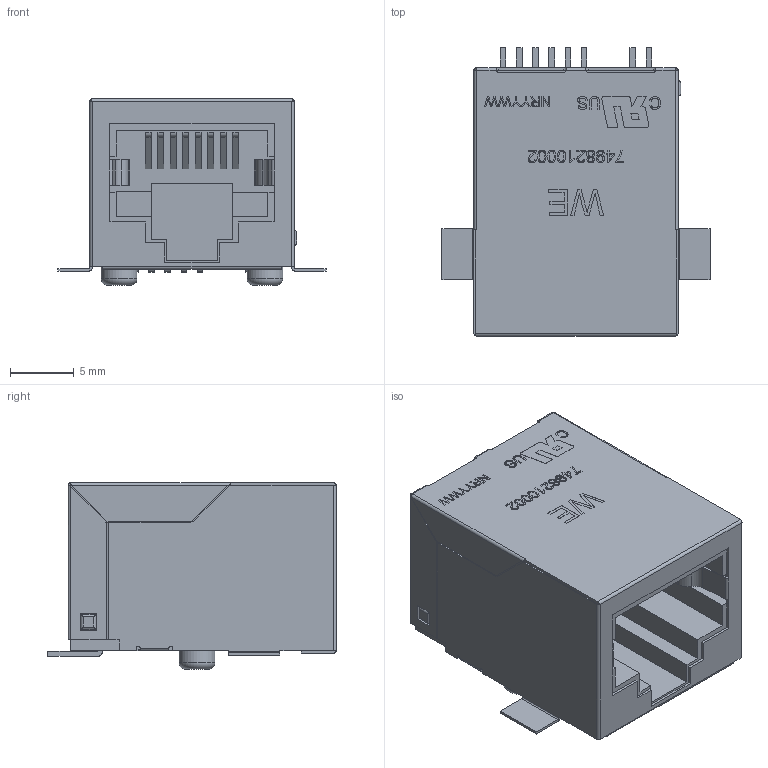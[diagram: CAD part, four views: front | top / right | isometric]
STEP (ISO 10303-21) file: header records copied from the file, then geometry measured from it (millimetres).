
FILE_DESCRIPTION(/* description */ ('Unknown'),/* implementation_level */ '2;1');
FILE_NAME(/* name */ '7498210002',/* time_stamp */ '2021-01-29T11:18:32+01:00',/* author */ ('Unknown'),/* organization */ ('Unknown'),/* preprocessor_version */ 'ST-DEVELOPER v16.7',/* originating_system */ 'DEX',/* authorisation */ $);
FILE_SCHEMA (('AUTOMOTIVE_DESIGN {1 0 10303 214 3 1 1}'));
Length unit declared in the file: millimetre
Products named in the file (3): 7498210002; Insulator; housing
Assembly tree (2 placements, depth 2):
  7498210002
    Insulator
    housing
Bounding box: 21 x 22.58 x 14.6 mm (x, y, z)
Volume: 3343.9 mm3; surface area: 4987.8 mm2
Topology: 2 solids, 2 shells, 673 faces, 1794 edges, 1161 vertices
Faces by surface type: plane 508, cylinder 100, bspline 63, torus 2
Full cylindrical faces by diameter (mm): 2.8 x2
Entity records: 27596 total; most frequent: CARTESIAN_POINT 6783, ORIENTED_EDGE 3560, DIRECTION 2854, EDGE_CURVE 1780, LINE 1272, VECTOR 1272, VERTEX_POINT 1160, AXIS2_PLACEMENT_3D 791
